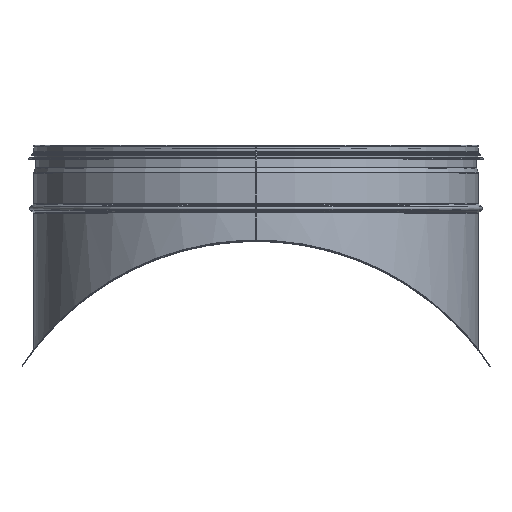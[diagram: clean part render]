
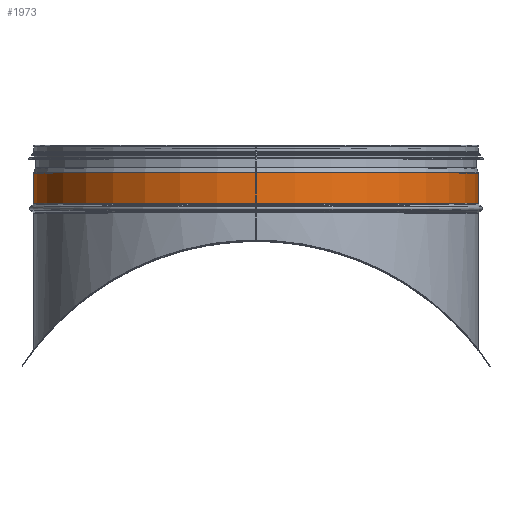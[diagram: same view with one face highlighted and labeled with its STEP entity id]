
A CAD part, top view. The second image highlights one B-rep face of the part: STEP entity #1973.
In plain terms, the highlighted cylindrical face has radius 249.375 mm (diameter 498.75 mm), a full revolution.
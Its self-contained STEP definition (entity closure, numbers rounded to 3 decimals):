
#1168=CARTESIAN_POINT('',(249.375,31.0,0.004));
#1169=VERTEX_POINT('',#1168);
#1200=CARTESIAN_POINT('',(249.375,65.0,0.004));
#1201=VERTEX_POINT('',#1200);
#1208=CARTESIAN_POINT('',(249.375,31.0,0.004));
#1209=DIRECTION('',(0.0,1.0,0.0));
#1210=VECTOR('',#1209,34.0);
#1211=LINE('',#1208,#1210);
#1212=EDGE_CURVE('',#1169,#1201,#1211,.T.);
#1519=CARTESIAN_POINT('',(249.375,65.0,0.0));
#1520=VERTEX_POINT('',#1519);
#1551=CARTESIAN_POINT('',(249.375,31.0,0.0));
#1552=VERTEX_POINT('',#1551);
#1559=CARTESIAN_POINT('',(249.375,31.0,0.0));
#1560=DIRECTION('',(0.0,1.0,0.0));
#1561=VECTOR('',#1560,34.0);
#1562=LINE('',#1559,#1561);
#1563=EDGE_CURVE('',#1552,#1520,#1562,.T.);
#1944=CARTESIAN_POINT('',(0.,31.,0.0));
#1945=DIRECTION('',(0.0,1.0,0.0));
#1946=DIRECTION('',(1.0,0.0,0.0));
#1947=AXIS2_PLACEMENT_3D('',#1944,#1945,#1946);
#1948=CIRCLE('',#1947,249.375);
#1949=EDGE_CURVE('',#1552,#1169,#1948,.T.);
#1956=CARTESIAN_POINT('',(0.,205.525,0.0));
#1957=DIRECTION('',(0.,1.0,0.0));
#1958=DIRECTION('',(1.0,0.0,0.0));
#1959=AXIS2_PLACEMENT_3D('',#1956,#1957,#1958);
#1960=CYLINDRICAL_SURFACE('',#1959,249.375);
#1961=ORIENTED_EDGE('',*,*,#1212,.T.);
#1962=CARTESIAN_POINT('',(0.,65.,0.0));
#1963=DIRECTION('',(0.0,1.0,0.0));
#1964=DIRECTION('',(1.0,0.0,0.0));
#1965=AXIS2_PLACEMENT_3D('',#1962,#1963,#1964);
#1966=CIRCLE('',#1965,249.375);
#1967=EDGE_CURVE('',#1520,#1201,#1966,.T.);
#1968=ORIENTED_EDGE('',*,*,#1967,.F.);
#1969=ORIENTED_EDGE('',*,*,#1563,.F.);
#1970=ORIENTED_EDGE('',*,*,#1949,.T.);
#1971=EDGE_LOOP('',(#1961,#1968,#1969,#1970));
#1972=FACE_OUTER_BOUND('',#1971,.T.);
#1973=ADVANCED_FACE('',(#1972),#1960,.T.);
